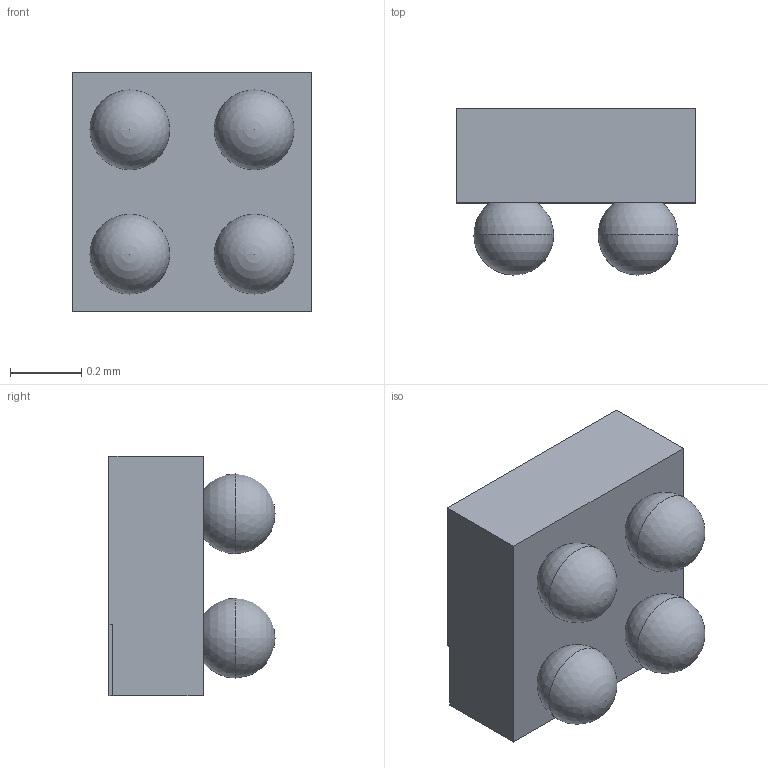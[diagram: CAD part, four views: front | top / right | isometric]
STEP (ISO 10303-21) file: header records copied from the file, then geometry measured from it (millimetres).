
FILE_DESCRIPTION (( 'STEP AP214' ), '1' );
FILE_NAME ('033CF579-BDD0-4B1C-B08B-C3020B8DF7DA.STEP', '2022-12-21T02:06:55', ( '' ), ( '' ), 'SwSTEP 2.0', 'SolidWorks 2022', '' );
FILE_SCHEMA (( 'AUTOMOTIVE_DESIGN' ));
Length unit declared in the file: millimetre
Products named in the file (1): 033CF579-BDD0-4B1C-B08B-C3020B8DF7DA
Bounding box: 0.68 x 0.47 x 0.68 mm (x, y, z)
Volume: 0.1 mm3; surface area: 2.3 mm2
Topology: 5 solids, 5 shells, 17 faces, 49 edges, 34 vertices
Faces by surface type: plane 9, sphere 8
Entity records: 496 total; most frequent: DIRECTION 73, CARTESIAN_POINT 69, ORIENTED_EDGE 58, EDGE_CURVE 29, AXIS2_PLACEMENT_3D 26, VERTEX_POINT 22, VECTOR 21, LINE 21
